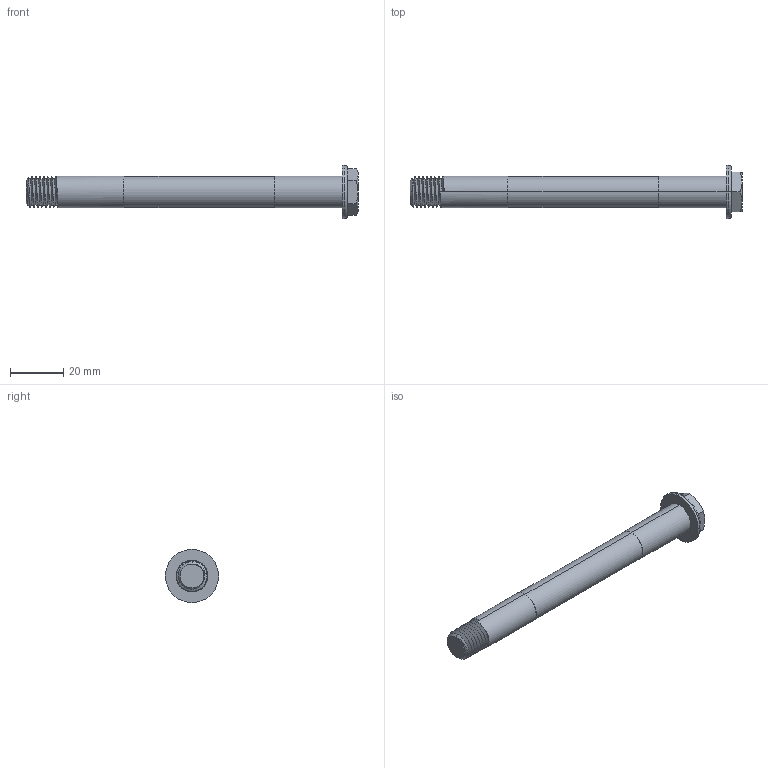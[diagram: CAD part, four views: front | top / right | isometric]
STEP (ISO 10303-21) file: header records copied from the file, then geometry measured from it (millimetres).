
FILE_DESCRIPTION (( 'STEP AP214' ), '1' );
FILE_NAME ('SK4001.STEP', '2015-06-15T19:03:10', ( 'Accounting' ), ( 'Microsoft' ), 'SwSTEP 2.0', 'SolidWorks 2015', '' );
FILE_SCHEMA (( 'AUTOMOTIVE_DESIGN' ));
Length unit declared in the file: millimetre
Products named in the file (1): SK4001
Bounding box: 125 x 20 x 20 mm (x, y, z)
Volume: 13947.7 mm3; surface area: 5726.5 mm2
Topology: 1 solids, 1 shells, 48 faces, 101 edges, 60 vertices
Faces by surface type: plane 20, cone 15, cylinder 8, bspline 3, torus 2
Entity records: 2343 total; most frequent: CARTESIAN_POINT 1331, ORIENTED_EDGE 202, DIRECTION 198, EDGE_CURVE 101, AXIS2_PLACEMENT_3D 79, VERTEX_POINT 60, EDGE_LOOP 53, ADVANCED_FACE 48
